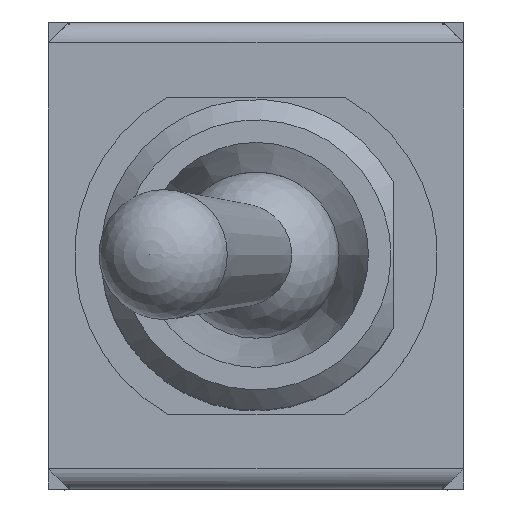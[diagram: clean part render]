
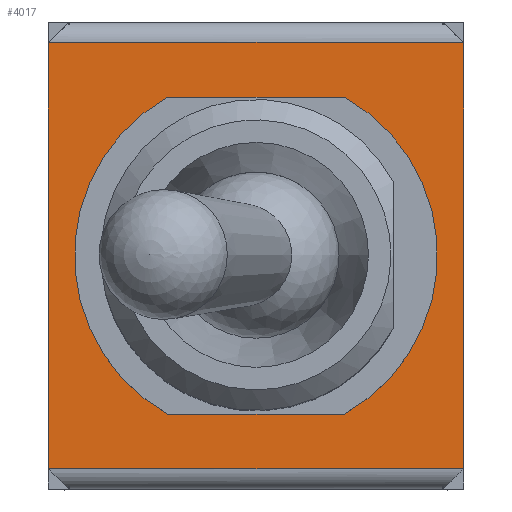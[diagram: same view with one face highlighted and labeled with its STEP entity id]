
A CAD part, top view. The second image highlights one B-rep face of the part: STEP entity #4017.
In plain terms, the highlighted planar face has unit normal (0, 0, 1).
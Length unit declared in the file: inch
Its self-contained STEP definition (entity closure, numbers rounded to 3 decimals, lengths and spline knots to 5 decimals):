
#44=FACE_BOUND('',#1496,.T.);
#84=CIRCLE('',#4273,0.13976);
#86=CIRCLE('',#4277,0.13976);
#176=PLANE('',#4299);
#400=LINE('',#7265,#824);
#403=LINE('',#7274,#827);
#434=LINE('',#7348,#858);
#438=LINE('',#7357,#862);
#465=LINE('',#7416,#889);
#467=LINE('',#7422,#891);
#470=LINE('',#7427,#894);
#471=LINE('',#7429,#895);
#472=LINE('',#7431,#896);
#473=LINE('',#7432,#897);
#824=VECTOR('',#4816,0.3937);
#827=VECTOR('',#4827,0.3937);
#858=VECTOR('',#4878,0.3937);
#862=VECTOR('',#4886,0.3937);
#889=VECTOR('',#4925,0.3937);
#891=VECTOR('',#4931,0.3937);
#894=VECTOR('',#4936,0.3937);
#895=VECTOR('',#4937,0.3937);
#896=VECTOR('',#4938,0.3937);
#897=VECTOR('',#4939,0.3937);
#1263=FACE_OUTER_BOUND('',#1495,.T.);
#1495=EDGE_LOOP('',(#3302,#3303,#3304,#3305,#3306,#3307,#3308,#3309));
#1496=EDGE_LOOP('',(#3310,#3311,#3312,#3313));
#1888=VERTEX_POINT('',#7255);
#1889=VERTEX_POINT('',#7257);
#1891=VERTEX_POINT('',#7263);
#1893=VERTEX_POINT('',#7269);
#1925=VERTEX_POINT('',#7345);
#1926=VERTEX_POINT('',#7347);
#1929=VERTEX_POINT('',#7355);
#1954=VERTEX_POINT('',#7413);
#1955=VERTEX_POINT('',#7415);
#1957=VERTEX_POINT('',#7421);
#1959=VERTEX_POINT('',#7428);
#1960=VERTEX_POINT('',#7430);
#2364=EDGE_CURVE('',#1889,#1888,#84,.T.);
#2368=EDGE_CURVE('',#1888,#1891,#400,.T.);
#2371=EDGE_CURVE('',#1891,#1893,#86,.T.);
#2373=EDGE_CURVE('',#1893,#1889,#403,.T.);
#2407=EDGE_CURVE('',#1925,#1926,#434,.T.);
#2412=EDGE_CURVE('',#1929,#1925,#438,.T.);
#2442=EDGE_CURVE('',#1954,#1955,#465,.T.);
#2445=EDGE_CURVE('',#1955,#1957,#467,.T.);
#2448=EDGE_CURVE('',#1957,#1929,#470,.T.);
#2449=EDGE_CURVE('',#1959,#1954,#471,.T.);
#2450=EDGE_CURVE('',#1960,#1959,#472,.T.);
#2451=EDGE_CURVE('',#1926,#1960,#473,.T.);
#3302=ORIENTED_EDGE('',*,*,#2407,.F.);
#3303=ORIENTED_EDGE('',*,*,#2412,.F.);
#3304=ORIENTED_EDGE('',*,*,#2448,.F.);
#3305=ORIENTED_EDGE('',*,*,#2445,.F.);
#3306=ORIENTED_EDGE('',*,*,#2442,.F.);
#3307=ORIENTED_EDGE('',*,*,#2449,.F.);
#3308=ORIENTED_EDGE('',*,*,#2450,.F.);
#3309=ORIENTED_EDGE('',*,*,#2451,.F.);
#3310=ORIENTED_EDGE('',*,*,#2364,.T.);
#3311=ORIENTED_EDGE('',*,*,#2368,.T.);
#3312=ORIENTED_EDGE('',*,*,#2371,.T.);
#3313=ORIENTED_EDGE('',*,*,#2373,.T.);
#4017=ADVANCED_FACE('',(#1263,#44),#176,.T.);
#4273=AXIS2_PLACEMENT_3D('',#7258,#4809,#4810);
#4277=AXIS2_PLACEMENT_3D('',#7271,#4822,#4823);
#4299=AXIS2_PLACEMENT_3D('',#7426,#4934,#4935);
#4809=DIRECTION('center_axis',(0.,0.,
-1.));
#4810=DIRECTION('ref_axis',(-0.487,0.873,0.));
#4816=DIRECTION('',(-1.,0.,0.));
#4822=DIRECTION('center_axis',(0.,0.,
-1.));
#4823=DIRECTION('ref_axis',(0.487,-0.873,0.));
#4827=DIRECTION('',(1.,0.,0.));
#4878=DIRECTION('',(1.,0.,0.));
#4886=DIRECTION('',(0.707,0.707,0.));
#4925=DIRECTION('',(-1.,0.,0.));
#4931=DIRECTION('',(-0.707,0.707,0.));
#4934=DIRECTION('center_axis',(0.,0.,
1.));
#4935=DIRECTION('ref_axis',(1.,0.,0.));
#4936=DIRECTION('',(0.,1.,0.));
#4937=DIRECTION('',(-0.707,-0.707,0.));
#4938=DIRECTION('',(0.,-1.,0.));
#4939=DIRECTION('',(0.707,-0.707,0.));
#7255=CARTESIAN_POINT('',(0.06811,-0.12205,0.28858));
#7257=CARTESIAN_POINT('',(0.06811,0.12205,0.28858));
#7258=CARTESIAN_POINT('Origin',(0.,0.,
0.28858));
#7263=CARTESIAN_POINT('',(-0.06811,-0.12205,0.28858));
#7265=CARTESIAN_POINT('',(0.03405,-0.12205,0.28858));
#7269=CARTESIAN_POINT('',(-0.06811,0.12205,0.28858));
#7271=CARTESIAN_POINT('Origin',(0.,0.,
0.28858));
#7274=CARTESIAN_POINT('',(-0.03405,0.12205,0.28858));
#7345=CARTESIAN_POINT('',(-0.15965,0.16417,0.28858));
#7347=CARTESIAN_POINT('',(0.15965,0.16417,0.28858));
#7348=CARTESIAN_POINT('',(-0.08002,0.16417,0.28858));
#7355=CARTESIAN_POINT('',(-0.16004,0.16378,0.28858));
#7357=CARTESIAN_POINT('',(-0.15694,0.16688,0.28858));
#7413=CARTESIAN_POINT('',(0.15965,-0.16417,0.28858));
#7415=CARTESIAN_POINT('',(-0.15965,-0.16417,0.28858));
#7416=CARTESIAN_POINT('',(0.08002,-0.16417,0.28858));
#7421=CARTESIAN_POINT('',(-0.16004,-0.16378,0.28858));
#7422=CARTESIAN_POINT('',(-0.15694,-0.16688,0.28858));
#7426=CARTESIAN_POINT('Origin',(0.,0.,
0.28858));
#7427=CARTESIAN_POINT('',(-0.16004,-0.17992,0.28858));
#7428=CARTESIAN_POINT('',(0.16004,-0.16378,0.28858));
#7429=CARTESIAN_POINT('',(0.15694,-0.16688,0.28858));
#7430=CARTESIAN_POINT('',(0.16004,0.16378,0.28858));
#7431=CARTESIAN_POINT('',(0.16004,0.17992,0.28858));
#7432=CARTESIAN_POINT('',(0.15694,0.16688,0.28858));
